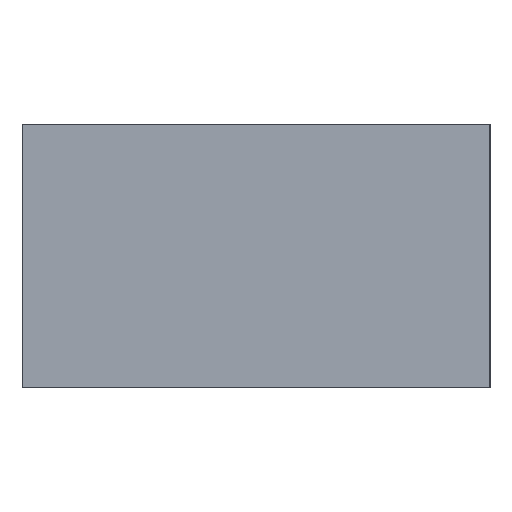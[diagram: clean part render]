
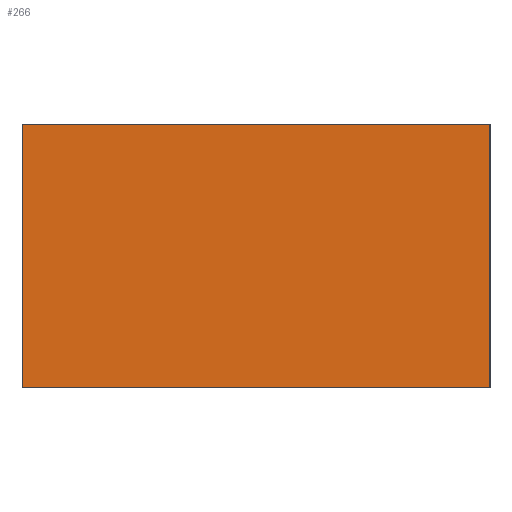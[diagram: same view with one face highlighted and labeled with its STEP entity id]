
A CAD part, left-side view. The second image highlights one B-rep face of the part: STEP entity #266.
In plain terms, the highlighted planar face has unit normal (-1, 0, 0).
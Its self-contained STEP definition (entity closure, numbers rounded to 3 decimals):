
#64 = VERTEX_POINT('',#65);
#65 = CARTESIAN_POINT('',(-0.8,-0.4,0.));
#71 = EDGE_CURVE('',#64,#72,#74,.T.);
#72 = VERTEX_POINT('',#73);
#73 = CARTESIAN_POINT('',(-0.8,-0.4,0.45));
#74 = LINE('',#75,#76);
#75 = CARTESIAN_POINT('',(-0.8,-0.4,0.));
#76 = VECTOR('',#77,1.);
#77 = DIRECTION('',(0.,0.,1.));
#248 = EDGE_CURVE('',#249,#64,#251,.T.);
#249 = VERTEX_POINT('',#250);
#250 = CARTESIAN_POINT('',(-0.8,0.4,0.));
#251 = LINE('',#252,#253);
#252 = CARTESIAN_POINT('',(-0.8,0.4,0.));
#253 = VECTOR('',#254,1.);
#254 = DIRECTION('',(0.,-1.,0.));
#266 = ADVANCED_FACE('',(#267),#285,.T.);
#267 = FACE_BOUND('',#268,.T.);
#268 = EDGE_LOOP('',(#269,#270,#271,#279));
#269 = ORIENTED_EDGE('',*,*,#248,.T.);
#270 = ORIENTED_EDGE('',*,*,#71,.T.);
#271 = ORIENTED_EDGE('',*,*,#272,.F.);
#272 = EDGE_CURVE('',#273,#72,#275,.T.);
#273 = VERTEX_POINT('',#274);
#274 = CARTESIAN_POINT('',(-0.8,0.4,0.45));
#275 = LINE('',#276,#277);
#276 = CARTESIAN_POINT('',(-0.8,0.4,0.45));
#277 = VECTOR('',#278,1.);
#278 = DIRECTION('',(0.,-1.,0.));
#279 = ORIENTED_EDGE('',*,*,#280,.F.);
#280 = EDGE_CURVE('',#249,#273,#281,.T.);
#281 = LINE('',#282,#283);
#282 = CARTESIAN_POINT('',(-0.8,0.4,0.));
#283 = VECTOR('',#284,1.);
#284 = DIRECTION('',(0.,0.,1.));
#285 = PLANE('',#286);
#286 = AXIS2_PLACEMENT_3D('',#287,#288,#289);
#287 = CARTESIAN_POINT('',(-0.8,0.4,0.));
#288 = DIRECTION('',(-1.,0.,0.));
#289 = DIRECTION('',(0.,0.,1.));
